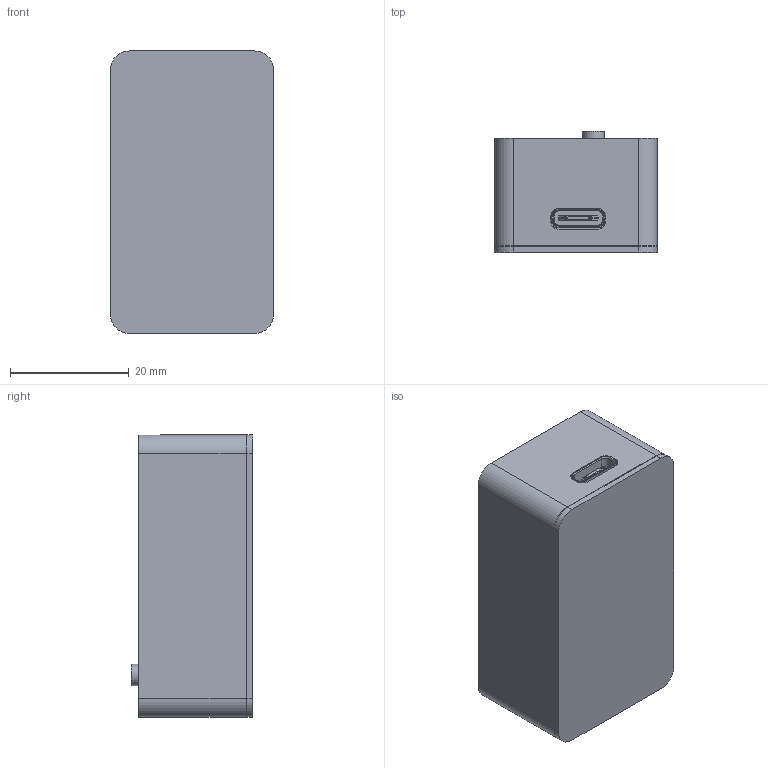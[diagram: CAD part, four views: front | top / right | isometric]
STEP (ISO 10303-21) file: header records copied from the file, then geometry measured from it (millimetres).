
FILE_DESCRIPTION(/* description */ (''),/* implementation_level */ '2;1');
FILE_NAME(/* name */ 'motion alarm v10.step',/* time_stamp */ '2024-02-06T12:32:58+05:30',/* author */ (''),/* organization */ (''),/* preprocessor_version */ 'ST-DEVELOPER v20',/* originating_system */ 'Autodesk Translation Framework v12.20.1.177',/* authorisation */ '');
FILE_SCHEMA (('AUTOMOTIVE_DESIGN { 1 0 10303 214 3 1 1 }'));
Length unit declared in the file: millimetre
Products named in the file (52): motion alarm; XIAO-ESP32S3 v2 v1; Seeed Studio XIAO-ESP32-S3 (Sense); USB TYPE C PORT; USB TYPE C PORT (1); BOSS-EXTRUDE14_8_; BOSS-EXTRUDE7_4_; BOSS-EXTRUDE7_3_; BOSS-EXTRUDE14_4_; BOSS-EXTRUDE14_2_; BOSS-EXTRUDE14_11_; BOSS-EXTRUDE7_7_; BOSS-EXTRUDE14_9_; BOSS-EXTRUDE14_3_; BOSS-EXTRUDE14_7_; MIRROR2; BOSS-EXTRUDE14_5_; BOSS-EXTRUDE14_12_; BOSS-EXTRUDE7_8_; BOSS-EXTRUDE7_1_; BOSS-EXTRUDE14_10_; BOSS-EXTRUDE7_9_; BOSS-EXTRUDE14_6_; CHAMFER9; BOSS-EXTRUDE14_1_; BOSS-EXTRUDE7_6_; BOSS-EXTRUDE7_2_; CUT-EXTRUDE5; BOSS-EXTRUDE7_5_; Shield; U.FL-R-SMT-1_10_ v1; buzzer v1; MPU6050 Module v1; Board_001; SOT25_001; 0603 Capacitor_001; 0603 Capacitor_002; 0603 Capacitor_003; 0603 Capacitor_004; 0603 Capacitor_005 ...
Assembly tree (51 placements, depth 6):
  motion alarm
    XIAO-ESP32S3 v2 v1
      Seeed Studio XIAO-ESP32-S3 (Sense)
        USB TYPE C PORT
          USB TYPE C PORT (1)
            BOSS-EXTRUDE14_8_
            BOSS-EXTRUDE7_4_
            BOSS-EXTRUDE7_3_
            BOSS-EXTRUDE14_4_
            BOSS-EXTRUDE14_2_
            BOSS-EXTRUDE14_11_
            BOSS-EXTRUDE7_7_
            BOSS-EXTRUDE14_9_
            BOSS-EXTRUDE14_3_
            BOSS-EXTRUDE14_7_
            MIRROR2
            BOSS-EXTRUDE14_5_
            BOSS-EXTRUDE14_12_
            BOSS-EXTRUDE7_8_
            BOSS-EXTRUDE7_1_
            BOSS-EXTRUDE14_10_
            BOSS-EXTRUDE7_9_
            BOSS-EXTRUDE14_6_
            CHAMFER9
            BOSS-EXTRUDE14_1_
            BOSS-EXTRUDE7_6_
            BOSS-EXTRUDE7_2_
            CUT-EXTRUDE5
            BOSS-EXTRUDE7_5_
        Shield
        U.FL-R-SMT-1_10_ v1
    buzzer v1
    MPU6050 Module v1
      Board_001
      SOT25_001
      0603 Capacitor_001
      0603 Capacitor_002
      0603 Capacitor_003
      0603 Capacitor_004
      0603 Capacitor_005
      0603 Capacitor_006
      0603 Resistor_001
      0603 Resistor_002
      0603 Resistor_003
      0603 Resistor_004
      SM LED_001
      Diode 2_001
      24 QFN_001
    BATTERY 
    PUSH BUTTON 
    POWER SWITCH
    MAIN BODY
Bounding box: 27.42 x 20.41 x 47.6 mm (x, y, z)
Volume: 12598 mm3; surface area: 18151.9 mm2
Topology: 99 solids, 104 shells, 1538 faces, 3747 edges, 2452 vertices
Faces by surface type: plane 1139, cylinder 368, torus 12, cone 10, sphere 6, bspline 3
Full cylindrical faces by diameter (mm): 0.004 x2, 0.4 x1, 0.5 x5, 0.6 x4, 0.75 x14, 0.9 x8, 1.524 x8, 1.72 x1, 1.86 x1, 2 x2, 2.5 x1, 3.096 x1, 3.2 x2, 3.6 x1, 3.828 x1, 4.142 x1, 5.946 x1, 11.404 x1, 12 x1
Entity records: 47179 total; most frequent: CARTESIAN_POINT 8160, DIRECTION 7788, ORIENTED_EDGE 7490, EDGE_CURVE 3745, LINE 2970, VECTOR 2970, VERTEX_POINT 2452, AXIS2_PLACEMENT_3D 2409
